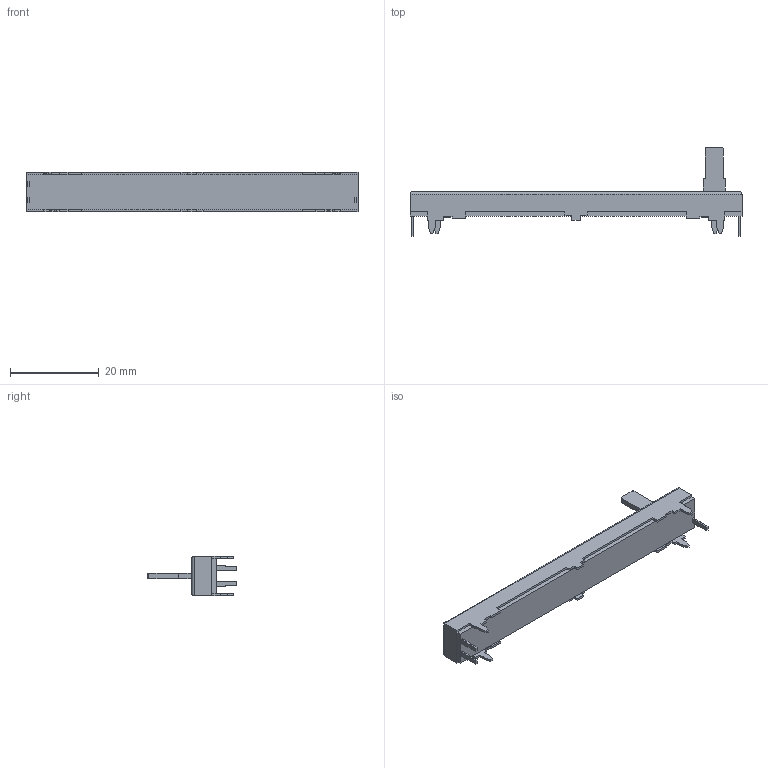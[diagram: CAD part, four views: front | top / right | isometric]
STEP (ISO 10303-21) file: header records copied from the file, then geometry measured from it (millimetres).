
FILE_DESCRIPTION((''),'2;1');
FILE_NAME('PS60-10MC1_ASM','2022-01-18T09:34:53',('JVassar'),(''),'CREO PARAMETRIC BY PTC INC, 2018260','CREO PARAMETRIC BY PTC INC, 2018260','');
FILE_SCHEMA(('CONFIG_CONTROL_DESIGN'));
Length unit declared in the file: millimetre
Products named in the file (4): BM-517-1; BM-519-1; BM-679; PS60-10MC1_ASM
Assembly tree (3 placements, depth 2):
  PS60-10MC1_ASM
    BM-517-1
    BM-519-1
    BM-679
Bounding box: 75 x 20.1 x 9 mm (x, y, z)
Volume: 3516.2 mm3; surface area: 4943.1 mm2
Topology: 3 solids, 3 shells, 161 faces, 438 edges, 288 vertices
Faces by surface type: plane 143, cylinder 18
Entity records: 5148 total; most frequent: CARTESIAN_POINT 978, ORIENTED_EDGE 876, DIRECTION 774, EDGE_CURVE 438, VECTOR 414, LINE 414, VERTEX_POINT 288, AXIS2_PLACEMENT_3D 180
